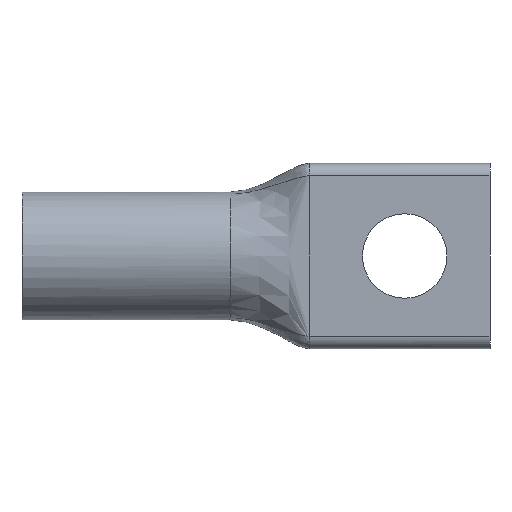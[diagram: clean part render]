
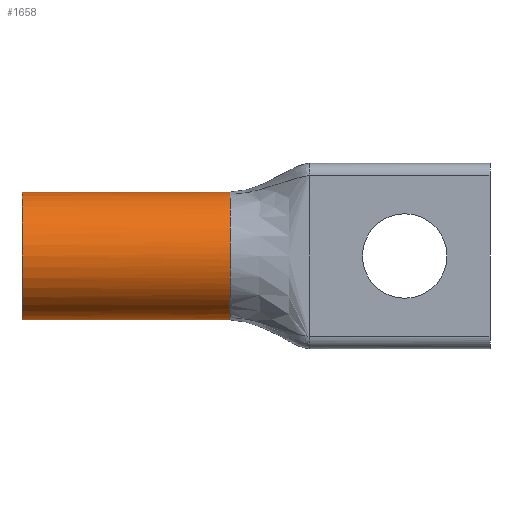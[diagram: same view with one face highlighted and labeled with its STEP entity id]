
A CAD part, front view. The second image highlights one B-rep face of the part: STEP entity #1658.
In plain terms, the highlighted cylindrical face has radius 7.811 mm (diameter 15.621 mm), a partial arc.
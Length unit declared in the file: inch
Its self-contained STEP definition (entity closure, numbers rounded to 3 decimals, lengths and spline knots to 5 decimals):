
#2 = DIRECTION ( 'NONE',  ( -1., 0., 0. ) ) ;
#8 = CARTESIAN_POINT ( 'NONE',  ( 1., 0.10877, -0.23704 ) ) ;
#18 = CARTESIAN_POINT ( 'NONE',  ( 1., 0.04312, -0.16058 ) ) ;
#81 = VERTEX_POINT ( 'NONE', #875 ) ;
#127 = DIRECTION ( 'NONE',  ( 1., 0., 0. ) ) ;
#128 = CARTESIAN_POINT ( 'NONE',  ( 1., 0.04312, 0.16058 ) ) ;
#134 = CARTESIAN_POINT ( 'NONE',  ( -0.59456, 0.3075, 0.3075 ) ) ;
#143 = EDGE_CURVE ( 'NONE', #1024, #397, #1228, .T. ) ;
#179 = CARTESIAN_POINT ( 'NONE',  ( 0., 0.3075, 0.3075 ) ) ;
#229 = CARTESIAN_POINT ( 'NONE',  ( 1., 0.3075, 0.3075 ) ) ;
#230 = CARTESIAN_POINT ( 'NONE',  ( 1., 0.3075, -0.3075 ) ) ;
#236 = CARTESIAN_POINT ( 'NONE',  ( 1., 0.30106, 0.3075 ) ) ;
#254 = LINE ( 'NONE', #812, #1269 ) ;
#263 = CARTESIAN_POINT ( 'NONE',  ( 1., 0.0271, -0.13061 ) ) ;
#271 = CARTESIAN_POINT ( 'NONE',  ( 1., 0.16455, -0.27431 ) ) ;
#282 = EDGE_CURVE ( 'NONE', #1024, #840, #436, .T. ) ;
#289 = CARTESIAN_POINT ( 'NONE',  ( 1., 0.00554, -0.06708 ) ) ;
#306 = EDGE_CURVE ( 'NONE', #840, #347, #971, .T. ) ;
#340 = ORIENTED_EDGE ( 'NONE', *, *, #1291, .T. ) ;
#347 = VERTEX_POINT ( 'NONE', #977 ) ;
#373 = CARTESIAN_POINT ( 'NONE',  ( 1., 0.28817, 0.3071 ) ) ;
#397 = VERTEX_POINT ( 'NONE', #1532 ) ;
#436 = LINE ( 'NONE', #134, #558 ) ;
#543 = CARTESIAN_POINT ( 'NONE',  ( 0., 0.3075, 0. ) ) ;
#555 = DIRECTION ( 'NONE',  ( 0., 0., 1. ) ) ;
#558 = VECTOR ( 'NONE', #560, 39.37008 ) ;
#560 = DIRECTION ( 'NONE',  ( -1., 0., 0. ) ) ;
#570 = CARTESIAN_POINT ( 'NONE',  ( 1., 0.00554, 0.06708 ) ) ;
#743 = ORIENTED_EDGE ( 'NONE', *, *, #1257, .T. ) ;
#812 = CARTESIAN_POINT ( 'NONE',  ( -0.59456, 0.3075, -0.3075 ) ) ;
#827 = B_SPLINE_CURVE_WITH_KNOTS ( 'NONE', 3,
 ( #900, #1144, #1294, #1573 ),
 .UNSPECIFIED., .F., .F.,
 ( 4, 4 ),
 ( 0., 1. ),
 .UNSPECIFIED. ) ;
#829 = CARTESIAN_POINT ( 'NONE',  ( 1., 0., -0.03354 ) ) ;
#840 = VERTEX_POINT ( 'NONE', #179 ) ;
#845 = CARTESIAN_POINT ( 'NONE',  ( 1., 0.19551, 0.28834 ) ) ;
#854 = CARTESIAN_POINT ( 'NONE',  ( 1., 0.22791, 0.29702 ) ) ;
#875 = CARTESIAN_POINT ( 'NONE',  ( 1., 0.22791, -0.29702 ) ) ;
#894 = ORIENTED_EDGE ( 'NONE', *, *, #282, .T. ) ;
#900 = CARTESIAN_POINT ( 'NONE',  ( 1., 0.3075, -0.3075 ) ) ;
#932 = CARTESIAN_POINT ( 'NONE',  ( 1., 0.26865, 0.30524 ) ) ;
#942 = CARTESIAN_POINT ( 'NONE',  ( 1., 0.3075, 0.3075 ) ) ;
#962 = CARTESIAN_POINT ( 'NONE',  ( 1., 0., 0.03354 ) ) ;
#971 = CIRCLE ( 'NONE', #1640, 0.3075 ) ;
#973 = FACE_OUTER_BOUND ( 'NONE', #1390, .T. ) ;
#977 = CARTESIAN_POINT ( 'NONE',  ( 0., 0.3075, -0.3075 ) ) ;
#995 = CARTESIAN_POINT ( 'NONE',  ( 1., 0.19551, -0.28834 ) ) ;
#1024 = VERTEX_POINT ( 'NONE', #942 ) ;
#1035 = EDGE_CURVE ( 'NONE', #1039, #347, #254, .T. ) ;
#1037 = AXIS2_PLACEMENT_3D ( 'NONE', #1262, #2, #555 ) ;
#1039 = VERTEX_POINT ( 'NONE', #230 ) ;
#1066 = ORIENTED_EDGE ( 'NONE', *, *, #1035, .F. ) ;
#1114 = CARTESIAN_POINT ( 'NONE',  ( 1., 0.10877, 0.23704 ) ) ;
#1144 = CARTESIAN_POINT ( 'NONE',  ( 1., 0.28067, -0.3075 ) ) ;
#1164 = ORIENTED_EDGE ( 'NONE', *, *, #143, .F. ) ;
#1228 = B_SPLINE_CURVE_WITH_KNOTS ( 'NONE', 3,
 ( #229, #236, #373, #932, #1331, #1765, #1231 ),
 .UNSPECIFIED., .F., .F.,
 ( 4, 1, 1, 1, 4 ),
 ( 0., 0.25, 0.5, 0.75, 1. ),
 .UNSPECIFIED. ) ;
#1231 = CARTESIAN_POINT ( 'NONE',  ( 1., 0.22791, 0.29702 ) ) ;
#1250 = B_SPLINE_CURVE_WITH_KNOTS ( 'NONE', 3,
 ( #1516, #995, #271, #8, #1677, #18, #263, #289, #829, #962, #570, #1548, #128, #1669, #1114, #1394, #845, #854 ),
 .UNSPECIFIED., .F., .F.,
 ( 4, 2, 2, 2, 2, 2, 2, 2, 4 ),
 ( 0., 0.125, 0.25, 0.375, 0.5, 0.625, 0.75, 0.875, 1. ),
 .UNSPECIFIED. ) ;
#1257 = EDGE_CURVE ( 'NONE', #81, #397, #1250, .T. ) ;
#1259 = DIRECTION ( 'NONE',  ( 0., 0., 1. ) ) ;
#1262 = CARTESIAN_POINT ( 'NONE',  ( -0.59456, 0.3075, 0. ) ) ;
#1269 = VECTOR ( 'NONE', #1608, 39.37008 ) ;
#1291 = EDGE_CURVE ( 'NONE', #1039, #81, #827, .T. ) ;
#1294 = CARTESIAN_POINT ( 'NONE',  ( 1., 0.25383, -0.30397 ) ) ;
#1331 = CARTESIAN_POINT ( 'NONE',  ( 1., 0.24874, 0.30208 ) ) ;
#1390 = EDGE_LOOP ( 'NONE', ( #1066, #340, #743, #1164, #894, #1551 ) ) ;
#1394 = CARTESIAN_POINT ( 'NONE',  ( 1., 0.16455, 0.27431 ) ) ;
#1398 = CYLINDRICAL_SURFACE ( 'NONE', #1037, 0.3075 ) ;
#1516 = CARTESIAN_POINT ( 'NONE',  ( 1., 0.22791, -0.29702 ) ) ;
#1532 = CARTESIAN_POINT ( 'NONE',  ( 1., 0.22791, 0.29702 ) ) ;
#1548 = CARTESIAN_POINT ( 'NONE',  ( 1., 0.0271, 0.13061 ) ) ;
#1551 = ORIENTED_EDGE ( 'NONE', *, *, #306, .T. ) ;
#1573 = CARTESIAN_POINT ( 'NONE',  ( 1., 0.22791, -0.29702 ) ) ;
#1608 = DIRECTION ( 'NONE',  ( -1., 0., 0. ) ) ;
#1640 = AXIS2_PLACEMENT_3D ( 'NONE', #543, #127, #1259 ) ;
#1658 = ADVANCED_FACE ( 'NONE', ( #973 ), #1398, .T. ) ;
#1669 = CARTESIAN_POINT ( 'NONE',  ( 1., 0.08396, 0.21381 ) ) ;
#1677 = CARTESIAN_POINT ( 'NONE',  ( 1., 0.08396, -0.21381 ) ) ;
#1765 = CARTESIAN_POINT ( 'NONE',  ( 1., 0.23498, 0.29891 ) ) ;
